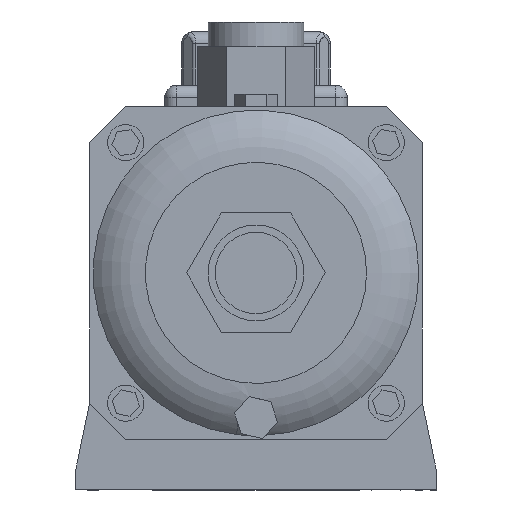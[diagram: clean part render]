
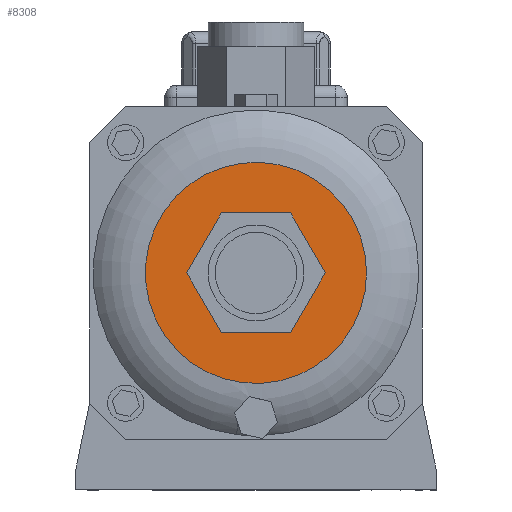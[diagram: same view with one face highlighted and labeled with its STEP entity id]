
A CAD part, left-side view. The second image highlights one B-rep face of the part: STEP entity #8308.
In plain terms, the highlighted planar face has unit normal (-1, 0, 0).
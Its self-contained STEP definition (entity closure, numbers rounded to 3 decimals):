
#180=FACE_BOUND($,#1370,.T.);
#446=PLANE($,#9034);
#872=FACE_OUTER_BOUND($,#1369,.T.);
#1369=EDGE_LOOP($,(#7360));
#1370=EDGE_LOOP($,(#7361,#7362,#7363,#7364,#7365,#7366));
#1763=CIRCLE($,#9025,45.84);
#2457=LINE($,#14070,#3267);
#2458=LINE($,#14072,#3268);
#2459=LINE($,#14074,#3269);
#2460=LINE($,#14076,#3270);
#2461=LINE($,#14078,#3271);
#2462=LINE($,#14079,#3272);
#3267=VECTOR($,#11055,28.694);
#3268=VECTOR($,#11056,28.694);
#3269=VECTOR($,#11057,28.694);
#3270=VECTOR($,#11058,28.694);
#3271=VECTOR($,#11059,28.694);
#3272=VECTOR($,#11060,28.694);
#4068=VERTEX_POINT($,#14022);
#4083=VERTEX_POINT($,#14068);
#4084=VERTEX_POINT($,#14069);
#4085=VERTEX_POINT($,#14071);
#4086=VERTEX_POINT($,#14073);
#4087=VERTEX_POINT($,#14075);
#4088=VERTEX_POINT($,#14077);
#5181=EDGE_CURVE($,#4068,#4068,#1763,.T.);
#5203=EDGE_CURVE($,#4083,#4084,#2457,.T.);
#5204=EDGE_CURVE($,#4085,#4083,#2458,.T.);
#5205=EDGE_CURVE($,#4086,#4085,#2459,.T.);
#5206=EDGE_CURVE($,#4087,#4086,#2460,.T.);
#5207=EDGE_CURVE($,#4088,#4087,#2461,.T.);
#5208=EDGE_CURVE($,#4084,#4088,#2462,.T.);
#7360=ORIENTED_EDGE($,*,*,#5181,.F.);
#7361=ORIENTED_EDGE($,*,*,#5203,.F.);
#7362=ORIENTED_EDGE($,*,*,#5204,.F.);
#7363=ORIENTED_EDGE($,*,*,#5205,.F.);
#7364=ORIENTED_EDGE($,*,*,#5206,.F.);
#7365=ORIENTED_EDGE($,*,*,#5207,.F.);
#7366=ORIENTED_EDGE($,*,*,#5208,.F.);
#8308=ADVANCED_FACE($,(#872,#180),#446,.T.);
#9025=AXIS2_PLACEMENT_3D($,#14023,#11014,#11015);
#9034=AXIS2_PLACEMENT_3D($,#14067,#11053,#11054);
#11014=DIRECTION('center_axis',(1.,0.,0.));
#11015=DIRECTION('ref_axis',(0.,1.,0.));
#11053=DIRECTION('center_axis',(-1.,0.,0.));
#11054=DIRECTION('ref_axis',(0.,-1.,0.));
#11055=DIRECTION($,(0.,0.5,-0.866));
#11056=DIRECTION($,(0.,1.,0.));
#11057=DIRECTION($,(0.,0.5,0.866));
#11058=DIRECTION($,(0.,-0.5,0.866));
#11059=DIRECTION($,(0.,-1.,0.));
#11060=DIRECTION($,(0.,-0.5,-0.866));
#14022=CARTESIAN_POINT('',(-82.16,-45.84,90.));
#14023=CARTESIAN_POINT('Origin',(-82.16,0.,90.));
#14067=CARTESIAN_POINT('Origin',(-82.16,0.,90.));
#14068=CARTESIAN_POINT('',(-82.16,14.347,114.85));
#14069=CARTESIAN_POINT('',(-82.16,28.694,90.));
#14070=CARTESIAN_POINT($,(-82.16,14.347,114.85));
#14071=CARTESIAN_POINT('',(-82.16,-14.347,114.85));
#14072=CARTESIAN_POINT($,(-82.16,-14.347,114.85));
#14073=CARTESIAN_POINT('',(-82.16,-28.694,90.));
#14074=CARTESIAN_POINT($,(-82.16,-28.694,90.));
#14075=CARTESIAN_POINT('',(-82.16,-14.347,65.15));
#14076=CARTESIAN_POINT($,(-82.16,-14.347,65.15));
#14077=CARTESIAN_POINT('',(-82.16,14.347,65.15));
#14078=CARTESIAN_POINT($,(-82.16,14.347,65.15));
#14079=CARTESIAN_POINT($,(-82.16,28.694,90.));
